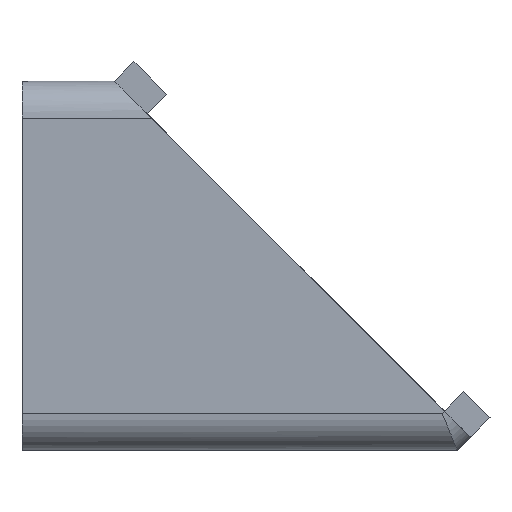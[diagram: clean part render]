
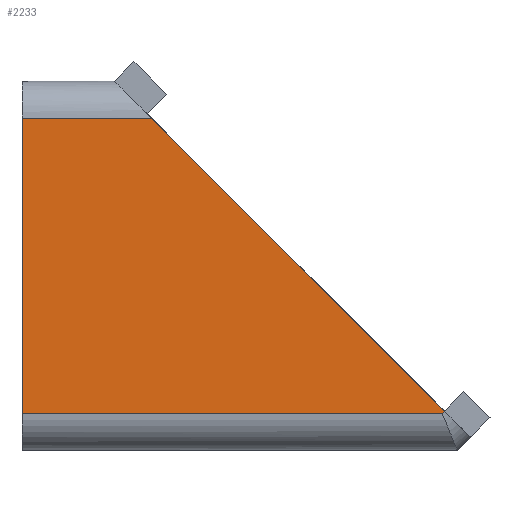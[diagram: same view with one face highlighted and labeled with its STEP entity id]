
A CAD part, left-side view. The second image highlights one B-rep face of the part: STEP entity #2233.
In plain terms, the highlighted planar face has unit normal (-1, 0, 0).
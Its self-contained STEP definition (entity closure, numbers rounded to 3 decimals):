
#58 = VECTOR ( 'NONE', #292, 1000. ) ;
#82 = VERTEX_POINT ( 'NONE', #2952 ) ;
#172 = VECTOR ( 'NONE', #1075, 1000. ) ;
#281 = CARTESIAN_POINT ( 'NONE',  ( -20., -5.006, -7.998 ) ) ;
#289 = EDGE_CURVE ( 'NONE', #3036, #82, #2115, .T. ) ;
#292 = DIRECTION ( 'NONE',  ( 0., 1., 0. ) ) ;
#448 = CARTESIAN_POINT ( 'NONE',  ( -20., 0., 7.999 ) ) ;
#643 = CARTESIAN_POINT ( 'NONE',  ( -20., -22.882, -7.877 ) ) ;
#669 = VERTEX_POINT ( 'NONE', #1344 ) ;
#748 = LINE ( 'NONE', #3042, #2401 ) ;
#827 = VERTEX_POINT ( 'NONE', #2507 ) ;
#859 = LINE ( 'NONE', #281, #58 ) ;
#890 = DIRECTION ( 'NONE',  ( 0., 0., -1. ) ) ;
#947 = LINE ( 'NONE', #643, #1275 ) ;
#1011 = ORIENTED_EDGE ( 'NONE', *, *, #1210, .F. ) ;
#1075 = DIRECTION ( 'NONE',  ( 0., -1., 0. ) ) ;
#1090 = VECTOR ( 'NONE', #1932, 1000. ) ;
#1180 = CARTESIAN_POINT ( 'NONE',  ( -20., -5.006, 9.998 ) ) ;
#1210 = EDGE_CURVE ( 'NONE', #827, #669, #859, .T. ) ;
#1227 = ORIENTED_EDGE ( 'NONE', *, *, #289, .T. ) ;
#1260 = DIRECTION ( 'NONE',  ( 0., 0.707, -0.707 ) ) ;
#1275 = VECTOR ( 'NONE', #1260, 1000. ) ;
#1344 = CARTESIAN_POINT ( 'NONE',  ( -20., 0., -7.998 ) ) ;
#1530 = CARTESIAN_POINT ( 'NONE',  ( -20., -22.882, -7.877 ) ) ;
#1764 = ORIENTED_EDGE ( 'NONE', *, *, #2340, .F. ) ;
#1774 = VERTEX_POINT ( 'NONE', #2170 ) ;
#1790 = AXIS2_PLACEMENT_3D ( 'NONE', #1180, #2685, #890 ) ;
#1932 = DIRECTION ( 'NONE',  ( 0., 0.707, 0.707 ) ) ;
#2065 = LINE ( 'NONE', #448, #172 ) ;
#2070 = FACE_OUTER_BOUND ( 'NONE', #2996, .T. ) ;
#2074 = PLANE ( 'NONE',  #1790 ) ;
#2115 = LINE ( 'NONE', #2159, #1090 ) ;
#2159 = CARTESIAN_POINT ( 'NONE',  ( -20., -5.006, 9.998 ) ) ;
#2170 = CARTESIAN_POINT ( 'NONE',  ( -20., 0., 7.999 ) ) ;
#2233 = ADVANCED_FACE ( 'NONE', ( #2070 ), #2074, .F. ) ;
#2340 = EDGE_CURVE ( 'NONE', #3036, #827, #947, .T. ) ;
#2401 = VECTOR ( 'NONE', #3892, 1000. ) ;
#2507 = CARTESIAN_POINT ( 'NONE',  ( -20., -22.76, -7.998 ) ) ;
#2560 = ORIENTED_EDGE ( 'NONE', *, *, #2821, .F. ) ;
#2583 = EDGE_CURVE ( 'NONE', #669, #1774, #748, .T. ) ;
#2685 = DIRECTION ( 'NONE',  ( 1., 0., 0. ) ) ;
#2821 = EDGE_CURVE ( 'NONE', #1774, #82, #2065, .T. ) ;
#2952 = CARTESIAN_POINT ( 'NONE',  ( -20., -7.006, 7.999 ) ) ;
#2996 = EDGE_LOOP ( 'NONE', ( #2560, #3137, #1011, #1764, #1227 ) ) ;
#3036 = VERTEX_POINT ( 'NONE', #1530 ) ;
#3042 = CARTESIAN_POINT ( 'NONE',  ( -20., 0., 9.998 ) ) ;
#3137 = ORIENTED_EDGE ( 'NONE', *, *, #2583, .F. ) ;
#3892 = DIRECTION ( 'NONE',  ( 0., 0., 1. ) ) ;
